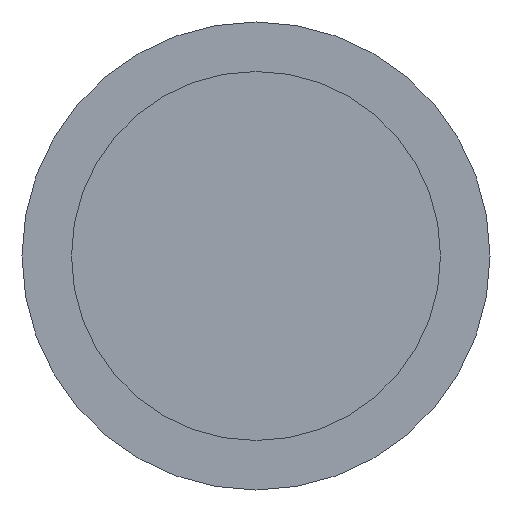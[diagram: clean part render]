
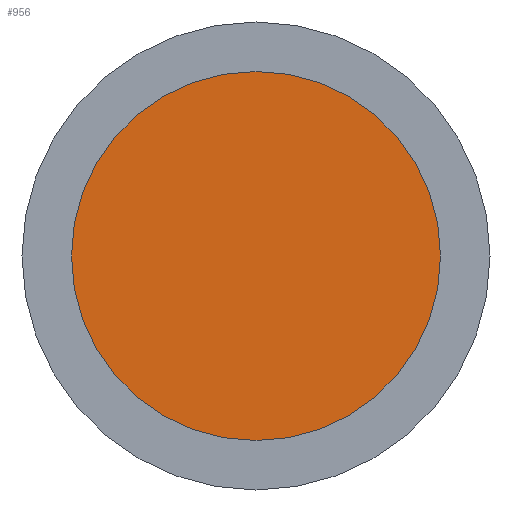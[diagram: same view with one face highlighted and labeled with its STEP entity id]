
A CAD part, left-side view. The second image highlights one B-rep face of the part: STEP entity #956.
In plain terms, the highlighted planar face has unit normal (-1, 0, 0).
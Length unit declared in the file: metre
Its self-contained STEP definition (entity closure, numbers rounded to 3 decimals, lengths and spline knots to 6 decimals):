
#70 = CARTESIAN_POINT ( 'NONE',  ( -0.0419, 0., -0.01025 ) ) ;
#112 = CIRCLE ( 'NONE', #1028, 0.01025 ) ;
#182 = AXIS2_PLACEMENT_3D ( 'NONE', #502, #468, #434 ) ;
#223 = ORIENTED_EDGE ( 'NONE', *, *, #1046, .T. ) ;
#237 = VERTEX_POINT ( 'NONE', #294 ) ;
#294 = CARTESIAN_POINT ( 'NONE',  ( -0.0419, 0., 0.01025 ) ) ;
#302 = DIRECTION ( 'NONE',  ( 0., 0., -1. ) ) ;
#389 = EDGE_LOOP ( 'NONE', ( #223, #1016 ) ) ;
#434 = DIRECTION ( 'NONE',  ( 0., 0., 1. ) ) ;
#468 = DIRECTION ( 'NONE',  ( -1., 0., 0. ) ) ;
#480 = DIRECTION ( 'NONE',  ( 0., 0., 1. ) ) ;
#502 = CARTESIAN_POINT ( 'NONE',  ( -0.0419, 0., 0. ) ) ;
#547 = CARTESIAN_POINT ( 'NONE',  ( -0.0419, 0., 0. ) ) ;
#586 = DIRECTION ( 'NONE',  ( -1., 0., 0. ) ) ;
#605 = AXIS2_PLACEMENT_3D ( 'NONE', #547, #861, #302 ) ;
#607 = VERTEX_POINT ( 'NONE', #70 ) ;
#629 = FACE_OUTER_BOUND ( 'NONE', #389, .T. ) ;
#659 = CIRCLE ( 'NONE', #182, 0.01025 ) ;
#724 = CARTESIAN_POINT ( 'NONE',  ( -0.0419, 0., 0. ) ) ;
#861 = DIRECTION ( 'NONE',  ( 1., 0., 0. ) ) ;
#876 = EDGE_CURVE ( 'NONE', #607, #237, #112, .T. ) ;
#942 = PLANE ( 'NONE',  #605 ) ;
#956 = ADVANCED_FACE ( 'NONE', ( #629 ), #942, .F. ) ;
#1016 = ORIENTED_EDGE ( 'NONE', *, *, #876, .T. ) ;
#1028 = AXIS2_PLACEMENT_3D ( 'NONE', #724, #586, #480 ) ;
#1046 = EDGE_CURVE ( 'NONE', #237, #607, #659, .T. ) ;
